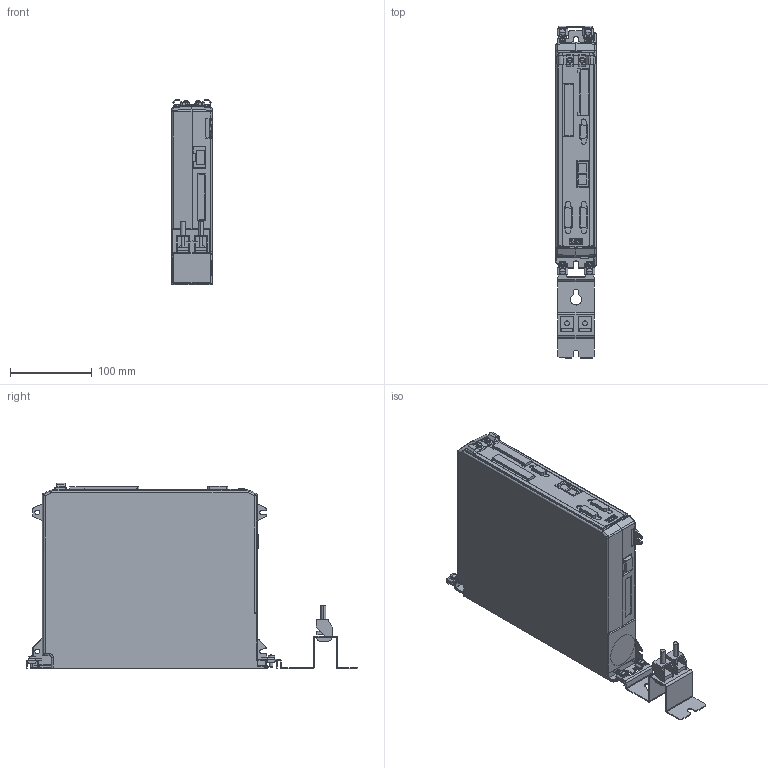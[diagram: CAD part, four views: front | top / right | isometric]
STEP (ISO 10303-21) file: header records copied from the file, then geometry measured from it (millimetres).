
FILE_DESCRIPTION (( 'STEP AP214' ), '1' );
FILE_NAME ('S6-2T01-A030.STEP', '2023-01-09T15:10:50', ( '' ), ( '' ), 'SwSTEP 2.0', 'SolidWorks 2022', '' );
FILE_SCHEMA (( 'AUTOMOTIVE_DESIGN' ));
Length unit declared in the file: millimetre
Products named in the file (3): S6-2T01-A030-1; S6-2T01-A030; Schirmbügel-2
Assembly tree (2 placements, depth 2):
  S6-2T01-A030
    S6-2T01-A030-1
    Schirmbügel-2
Bounding box: 49 x 406 x 226.9 mm (x, y, z)
Volume: 2823389.8 mm3; surface area: 200140.4 mm2
Topology: 3 solids, 3 shells, 1185 faces, 3123 edges, 1985 vertices
Faces by surface type: plane 631, cylinder 361, bspline 117, cone 67, sphere 6, torus 3
Entity records: 46607 total; most frequent: CARTESIAN_POINT 18253, ORIENTED_EDGE 6220, DIRECTION 5196, EDGE_CURVE 3110, LINE 2002, VECTOR 2002, VERTEX_POINT 1985, AXIS2_PLACEMENT_3D 1597
